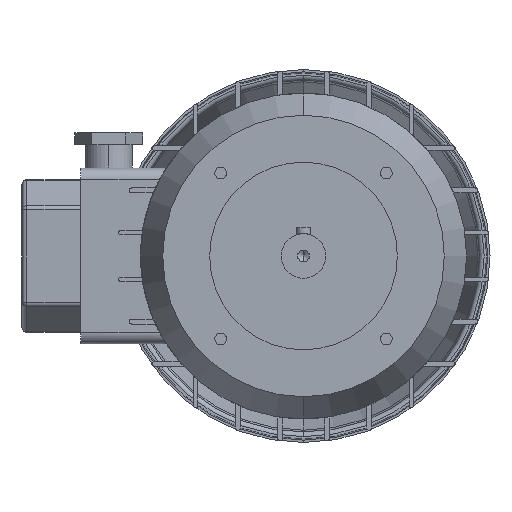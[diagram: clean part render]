
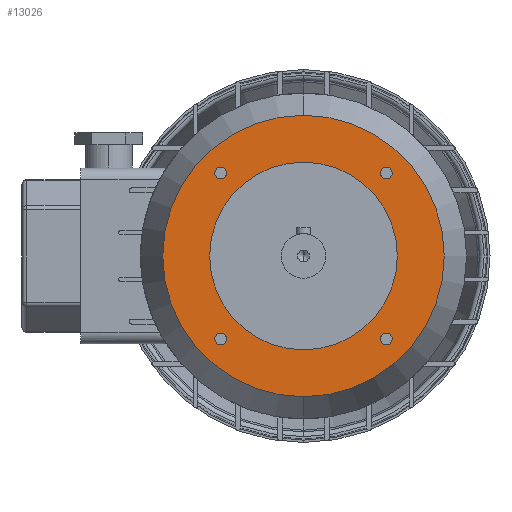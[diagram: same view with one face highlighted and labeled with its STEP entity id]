
A CAD part, left-side view. The second image highlights one B-rep face of the part: STEP entity #13026.
In plain terms, the highlighted face is planar.
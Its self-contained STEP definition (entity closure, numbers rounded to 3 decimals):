
#98 = CARTESIAN_POINT ( 'NONE',  ( 35.355, 19.5, -32.855 ) ) ;
#112 = DIRECTION ( 'NONE',  ( 0., 0., -1. ) ) ;
#113 = DIRECTION ( 'NONE',  ( 0., -1., 0. ) ) ;
#114 = CARTESIAN_POINT ( 'NONE',  ( 35.355, 19.5, -35.355 ) ) ;
#115 = AXIS2_PLACEMENT_3D ( 'NONE', #114, #113, #112 ) ;
#116 = CIRCLE ( 'NONE', #115, 2.5 ) ;
#239 = DIRECTION ( 'NONE',  ( 0., 0., -1. ) ) ;
#240 = DIRECTION ( 'NONE',  ( 0., -1., 0. ) ) ;
#241 = CARTESIAN_POINT ( 'NONE',  ( -35.355, 19.5, 35.355 ) ) ;
#242 = AXIS2_PLACEMENT_3D ( 'NONE', #241, #240, #239 ) ;
#243 = CIRCLE ( 'NONE', #242, 2.5 ) ;
#3356 = DIRECTION ( 'NONE',  ( 0., 0., 1. ) ) ;
#3357 = DIRECTION ( 'NONE',  ( 0., 1., 0. ) ) ;
#3358 = CARTESIAN_POINT ( 'NONE',  ( 0., 19.5, 0. ) ) ;
#3359 = AXIS2_PLACEMENT_3D ( 'NONE', #3358, #3357, #3356 ) ;
#3360 = CIRCLE ( 'NONE', #3359, 40. ) ;
#6492 = VERTEX_POINT ( 'NONE', #12238 ) ;
#6661 = CIRCLE ( 'NONE', #6725, 60. ) ;
#6694 = DIRECTION ( 'NONE',  ( 0., 0., -1. ) ) ;
#6695 = DIRECTION ( 'NONE',  ( 0., -1., 0. ) ) ;
#6696 = CARTESIAN_POINT ( 'NONE',  ( -35.355, 19.5, -35.355 ) ) ;
#6697 = AXIS2_PLACEMENT_3D ( 'NONE', #6696, #6695, #6694 ) ;
#6698 = CIRCLE ( 'NONE', #6697, 2.5 ) ;
#6699 = VERTEX_POINT ( 'NONE', #12271 ) ;
#6704 = DIRECTION ( 'NONE',  ( 0., 0., -1. ) ) ;
#6705 = DIRECTION ( 'NONE',  ( 0., -1., 0. ) ) ;
#6706 = CARTESIAN_POINT ( 'NONE',  ( -35.355, 19.5, 35.355 ) ) ;
#6707 = AXIS2_PLACEMENT_3D ( 'NONE', #6706, #6705, #6704 ) ;
#6708 = CIRCLE ( 'NONE', #6707, 2.5 ) ;
#6709 = DIRECTION ( 'NONE',  ( 0., 0., -1. ) ) ;
#6710 = DIRECTION ( 'NONE',  ( 0., -1., 0. ) ) ;
#6711 = CARTESIAN_POINT ( 'NONE',  ( 35.355, 19.5, -35.355 ) ) ;
#6712 = AXIS2_PLACEMENT_3D ( 'NONE', #6711, #6710, #6709 ) ;
#6713 = CIRCLE ( 'NONE', #6712, 2.5 ) ;
#6715 = DIRECTION ( 'NONE',  ( 0., 0., -1. ) ) ;
#6717 = DIRECTION ( 'NONE',  ( 0., -1., 0. ) ) ;
#6718 = CARTESIAN_POINT ( 'NONE',  ( 35.355, 19.5, 35.355 ) ) ;
#6719 = AXIS2_PLACEMENT_3D ( 'NONE', #6718, #6717, #6715 ) ;
#6720 = CIRCLE ( 'NONE', #6719, 2.5 ) ;
#6721 = DIRECTION ( 'NONE',  ( 0., 0., 1. ) ) ;
#6722 = DIRECTION ( 'NONE',  ( 0., 1., 0. ) ) ;
#6724 = CARTESIAN_POINT ( 'NONE',  ( 0., 19.5, 0. ) ) ;
#6725 = AXIS2_PLACEMENT_3D ( 'NONE', #6724, #6722, #6721 ) ;
#6749 = VERTEX_POINT ( 'NONE', #12287 ) ;
#6772 = FACE_BOUND ( 'NONE', #13018, .T. ) ;
#6773 = FACE_BOUND ( 'NONE', #12969, .T. ) ;
#6842 = DIRECTION ( 'NONE',  ( 0., 0., -1. ) ) ;
#6843 = DIRECTION ( 'NONE',  ( 0., -1., 0. ) ) ;
#6845 = CARTESIAN_POINT ( 'NONE',  ( 0., 19.5, -40. ) ) ;
#6847 = AXIS2_PLACEMENT_3D ( 'NONE', #6845, #6843, #6842 ) ;
#6848 = PLANE ( 'NONE',  #6847 ) ;
#6849 = FACE_OUTER_BOUND ( 'NONE', #13055, .T. ) ;
#6850 = FACE_BOUND ( 'NONE', #12974, .T. ) ;
#6851 = FACE_BOUND ( 'NONE', #12971, .T. ) ;
#6852 = FACE_BOUND ( 'NONE', #12976, .T. ) ;
#6909 = VERTEX_POINT ( 'NONE', #12312 ) ;
#7143 = CARTESIAN_POINT ( 'NONE',  ( 0., 19.5, 60. ) ) ;
#7145 = CARTESIAN_POINT ( 'NONE',  ( 0., 19.5, -60. ) ) ;
#7146 = CARTESIAN_POINT ( 'NONE',  ( 0., 19.5, -40. ) ) ;
#7451 = VERTEX_POINT ( 'NONE', #12430 ) ;
#7450 = DIRECTION ( 'NONE',  ( 0., 0., 1. ) ) ;
#7452 = DIRECTION ( 'NONE',  ( 0., 1., 0. ) ) ;
#7453 = CARTESIAN_POINT ( 'NONE',  ( 0., 19.5, 0. ) ) ;
#7454 = AXIS2_PLACEMENT_3D ( 'NONE', #7453, #7452, #7450 ) ;
#7459 = CIRCLE ( 'NONE', #7454, 60. ) ;
#7545 = DIRECTION ( 'NONE',  ( 0., 0., 1. ) ) ;
#7546 = DIRECTION ( 'NONE',  ( 0., 1., 0. ) ) ;
#7547 = CARTESIAN_POINT ( 'NONE',  ( 0., 19.5, 0. ) ) ;
#7548 = AXIS2_PLACEMENT_3D ( 'NONE', #7547, #7546, #7545 ) ;
#7549 = CIRCLE ( 'NONE', #7548, 40. ) ;
#7550 = CARTESIAN_POINT ( 'NONE',  ( 0., 19.5, 40. ) ) ;
#7915 = EDGE_CURVE ( 'NONE', #6749, #6492, #12519, .T. ) ;
#7978 = VERTEX_POINT ( 'NONE', #12651 ) ;
#8014 = VERTEX_POINT ( 'NONE', #12663 ) ;
#8016 = EDGE_CURVE ( 'NONE', #7978, #8014, #12660, .T. ) ;
#8112 = EDGE_CURVE ( 'NONE', #8121, #6909, #116, .T. ) ;
#8121 = VERTEX_POINT ( 'NONE', #98 ) ;
#8163 = EDGE_CURVE ( 'NONE', #7451, #6699, #243, .T. ) ;
#9834 = ORIENTED_EDGE ( 'NONE', *, *, #13386, .T. ) ;
#9932 = EDGE_CURVE ( 'NONE', #13227, #13431, #3360, .T. ) ;
#12238 = CARTESIAN_POINT ( 'NONE',  ( -35.355, 19.5, -37.855 ) ) ;
#12271 = CARTESIAN_POINT ( 'NONE',  ( -35.355, 19.5, 32.855 ) ) ;
#12287 = CARTESIAN_POINT ( 'NONE',  ( -35.355, 19.5, -32.855 ) ) ;
#12312 = CARTESIAN_POINT ( 'NONE',  ( 35.355, 19.5, -37.855 ) ) ;
#12430 = CARTESIAN_POINT ( 'NONE',  ( -35.355, 19.5, 37.855 ) ) ;
#12515 = DIRECTION ( 'NONE',  ( 0., 0., -1. ) ) ;
#12516 = DIRECTION ( 'NONE',  ( 0., -1., 0. ) ) ;
#12517 = CARTESIAN_POINT ( 'NONE',  ( -35.355, 19.5, -35.355 ) ) ;
#12518 = AXIS2_PLACEMENT_3D ( 'NONE', #12517, #12516, #12515 ) ;
#12519 = CIRCLE ( 'NONE', #12518, 2.5 ) ;
#12651 = CARTESIAN_POINT ( 'NONE',  ( 35.355, 19.5, 37.855 ) ) ;
#12656 = DIRECTION ( 'NONE',  ( 0., 0., -1. ) ) ;
#12657 = DIRECTION ( 'NONE',  ( 0., -1., 0. ) ) ;
#12658 = CARTESIAN_POINT ( 'NONE',  ( 35.355, 19.5, 35.355 ) ) ;
#12659 = AXIS2_PLACEMENT_3D ( 'NONE', #12658, #12657, #12656 ) ;
#12660 = CIRCLE ( 'NONE', #12659, 2.5 ) ;
#12663 = CARTESIAN_POINT ( 'NONE',  ( 35.355, 19.5, 32.855 ) ) ;
#12969 = EDGE_LOOP ( 'NONE', ( #13056, #12977 ) ) ;
#12970 = EDGE_CURVE ( 'NONE', #13228, #13230, #6661, .T. ) ;
#12971 = EDGE_LOOP ( 'NONE', ( #13043, #13049 ) ) ;
#12972 = ORIENTED_EDGE ( 'NONE', *, *, #7915, .T. ) ;
#12974 = EDGE_LOOP ( 'NONE', ( #13047, #13057 ) ) ;
#12975 = EDGE_CURVE ( 'NONE', #8014, #7978, #6720, .T. ) ;
#12976 = EDGE_LOOP ( 'NONE', ( #13009, #12983 ) ) ;
#12977 = ORIENTED_EDGE ( 'NONE', *, *, #12978, .T. ) ;
#12978 = EDGE_CURVE ( 'NONE', #6909, #8121, #6713, .T. ) ;
#12982 = ORIENTED_EDGE ( 'NONE', *, *, #12970, .T. ) ;
#12983 = ORIENTED_EDGE ( 'NONE', *, *, #12984, .T. ) ;
#12984 = EDGE_CURVE ( 'NONE', #6699, #7451, #6708, .T. ) ;
#12987 = EDGE_CURVE ( 'NONE', #6492, #6749, #6698, .T. ) ;
#13009 = ORIENTED_EDGE ( 'NONE', *, *, #8163, .T. ) ;
#13014 = ORIENTED_EDGE ( 'NONE', *, *, #12987, .T. ) ;
#13018 = EDGE_LOOP ( 'NONE', ( #12972, #13014 ) ) ;
#13026 = ADVANCED_FACE ( 'NONE', ( #6773, #6772, #6852, #6851, #6850, #6849 ), #6848, .F. ) ;
#13043 = ORIENTED_EDGE ( 'NONE', *, *, #8016, .T. ) ;
#13047 = ORIENTED_EDGE ( 'NONE', *, *, #13432, .F. ) ;
#13049 = ORIENTED_EDGE ( 'NONE', *, *, #12975, .T. ) ;
#13055 = EDGE_LOOP ( 'NONE', ( #12982, #9834 ) ) ;
#13056 = ORIENTED_EDGE ( 'NONE', *, *, #8112, .T. ) ;
#13057 = ORIENTED_EDGE ( 'NONE', *, *, #9932, .F. ) ;
#13227 = VERTEX_POINT ( 'NONE', #7146 ) ;
#13228 = VERTEX_POINT ( 'NONE', #7145 ) ;
#13230 = VERTEX_POINT ( 'NONE', #7143 ) ;
#13386 = EDGE_CURVE ( 'NONE', #13230, #13228, #7459, .T. ) ;
#13431 = VERTEX_POINT ( 'NONE', #7550 ) ;
#13432 = EDGE_CURVE ( 'NONE', #13431, #13227, #7549, .T. ) ;
